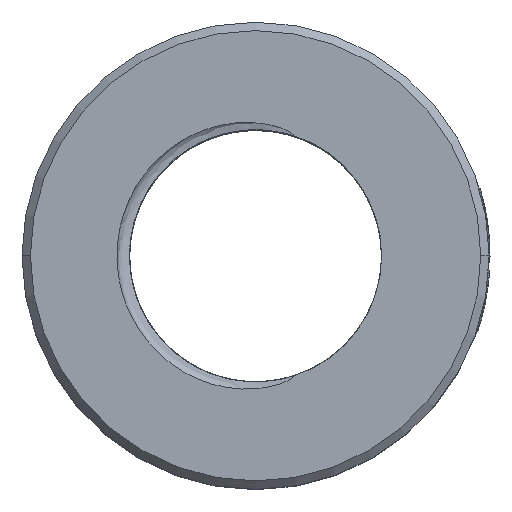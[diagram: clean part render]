
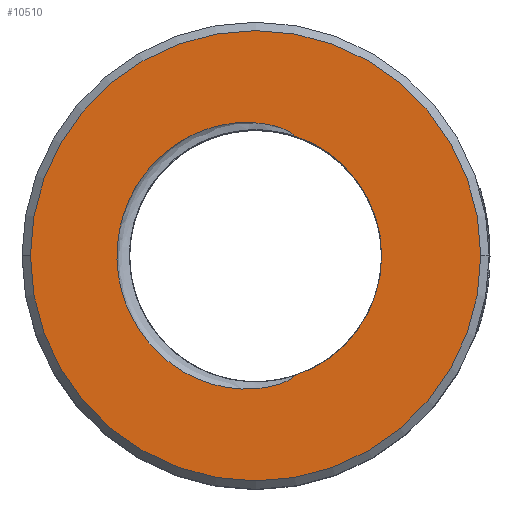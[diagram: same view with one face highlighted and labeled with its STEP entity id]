
A CAD part, top view. The second image highlights one B-rep face of the part: STEP entity #10510.
In plain terms, the highlighted planar face has unit normal (0, 0, 1).
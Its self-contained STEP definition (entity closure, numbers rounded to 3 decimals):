
#100 = CARTESIAN_POINT ( 'NONE',  ( 0.322, 1.515, 3. ) ) ;
#451 = ORIENTED_EDGE ( 'NONE', *, *, #14258, .F. ) ;
#692 = AXIS2_PLACEMENT_3D ( 'NONE', #18051, #18348, #5971 ) ;
#1312 = CARTESIAN_POINT ( 'NONE',  ( -1.176, -1.145, 3. ) ) ;
#1592 = CARTESIAN_POINT ( 'NONE',  ( 0.231, 1.546, 3. ) ) ;
#1690 = CARTESIAN_POINT ( 'NONE',  ( 0.352, -1.503, 3. ) ) ;
#1713 = CARTESIAN_POINT ( 'NONE',  ( 0.454, 1.43, 3. ) ) ;
#2193 = AXIS2_PLACEMENT_3D ( 'NONE', #5138, #18011, #17440 ) ;
#2297 = VERTEX_POINT ( 'NONE', #18551 ) ;
#2514 = EDGE_CURVE ( 'NONE', #19541, #7405, #19616, .T. ) ;
#2645 = CARTESIAN_POINT ( 'NONE',  ( 0., 0., 3. ) ) ;
#2818 = CARTESIAN_POINT ( 'NONE',  ( 0.456, -1.438, 3. ) ) ;
#3011 = CARTESIAN_POINT ( 'NONE',  ( -1.342, -0.954, 3. ) ) ;
#3636 = DIRECTION ( 'NONE',  ( 1., 0., 0. ) ) ;
#3956 = DIRECTION ( 'NONE',  ( 0., 0., -1. ) ) ;
#4256 = EDGE_CURVE ( 'NONE', #7565, #8027, #5223, .T. ) ;
#4434 = CARTESIAN_POINT ( 'NONE',  ( -1.414, -0.848, 3. ) ) ;
#4501 = FACE_OUTER_BOUND ( 'NONE', #14810, .T. ) ;
#4630 = CARTESIAN_POINT ( 'NONE',  ( 0.323, -1.514, 3. ) ) ;
#4732 = CARTESIAN_POINT ( 'NONE',  ( -1.176, 1.145, 3. ) ) ;
#5138 = CARTESIAN_POINT ( 'NONE',  ( 0., 0., 3. ) ) ;
#5223 = CIRCLE ( 'NONE', #10389, 2.68 ) ;
#5580 = CARTESIAN_POINT ( 'NONE',  ( -2.68, 0., 3. ) ) ;
#5783 = DIRECTION ( 'NONE',  ( -1., 0., 0. ) ) ;
#5802 = CARTESIAN_POINT ( 'NONE',  ( 0.454, -1.43, 3. ) ) ;
#5853 = CARTESIAN_POINT ( 'NONE',  ( -0.019, -1.591, 3. ) ) ;
#5971 = DIRECTION ( 'NONE',  ( 1., 0., 0. ) ) ;
#6050 = CARTESIAN_POINT ( 'NONE',  ( -1.08, -1.232, 3. ) ) ;
#6096 = CARTESIAN_POINT ( 'NONE',  ( 0.454, -1.43, 3. ) ) ;
#6110 = PLANE ( 'NONE',  #17746 ) ;
#6145 = CARTESIAN_POINT ( 'NONE',  ( -0.149, -1.592, 3. ) ) ;
#6248 = CARTESIAN_POINT ( 'NONE',  ( -0.762, 1.439, 3. ) ) ;
#6306 = ORIENTED_EDGE ( 'NONE', *, *, #14689, .T. ) ;
#6380 = ORIENTED_EDGE ( 'NONE', *, *, #10210, .T. ) ;
#6962 = VERTEX_POINT ( 'NONE', #1713 ) ;
#6990 = EDGE_LOOP ( 'NONE', ( #451, #6306, #8611, #9518 ) ) ;
#7156 = CARTESIAN_POINT ( 'NONE',  ( 0.449, 1.445, 3. ) ) ;
#7405 = VERTEX_POINT ( 'NONE', #10432 ) ;
#7428 = EDGE_CURVE ( 'NONE', #2297, #7405, #11325, .T. ) ;
#7464 = CARTESIAN_POINT ( 'NONE',  ( -0.4, 1.563, 3. ) ) ;
#7565 = VERTEX_POINT ( 'NONE', #5580 ) ;
#7631 = CARTESIAN_POINT ( 'NONE',  ( 0., 0., 3. ) ) ;
#7663 = CARTESIAN_POINT ( 'NONE',  ( -0.526, -1.548, 3. ) ) ;
#8027 = VERTEX_POINT ( 'NONE', #18236 ) ;
#8611 = ORIENTED_EDGE ( 'NONE', *, *, #2514, .T. ) ;
#8974 = CARTESIAN_POINT ( 'NONE',  ( 0.41, -1.474, 3. ) ) ;
#9072 = CARTESIAN_POINT ( 'NONE',  ( -0.019, 1.591, 3. ) ) ;
#9168 = CARTESIAN_POINT ( 'NONE',  ( -1.635, -0.256, 3. ) ) ;
#9258 = CARTESIAN_POINT ( 'NONE',  ( -0.148, 1.592, 3. ) ) ;
#9518 = ORIENTED_EDGE ( 'NONE', *, *, #7428, .F. ) ;
#9563 = ORIENTED_EDGE ( 'NONE', *, *, #4256, .T. ) ;
#10210 = EDGE_CURVE ( 'NONE', #8027, #7565, #19706, .T. ) ;
#10389 = AXIS2_PLACEMENT_3D ( 'NONE', #17450, #18868, #3636 ) ;
#10432 = CARTESIAN_POINT ( 'NONE',  ( 0.454, -1.43, 3. ) ) ;
#10510 = ADVANCED_FACE ( 'NONE', ( #4501, #12210 ), #6110, .T. ) ;
#10670 = CARTESIAN_POINT ( 'NONE',  ( 0.396, 1.481, 3. ) ) ;
#10857 = CARTESIAN_POINT ( 'NONE',  ( 0.232, -1.546, 3. ) ) ;
#11325 =( BOUNDED_CURVE ( )  B_SPLINE_CURVE ( 3, ( #6096, #18392, #5802, #16683 ),
 .UNSPECIFIED., .F., .F. ) 
 B_SPLINE_CURVE_WITH_KNOTS ( ( 4, 4 ),
 ( 0.006, 0.006 ),
 .UNSPECIFIED. ) 
 CURVE ( )  GEOMETRIC_REPRESENTATION_ITEM ( )  RATIONAL_B_SPLINE_CURVE ( ( 0.955, 0.955, 0.955, 0.954 ) ) 
 REPRESENTATION_ITEM ( '' )  );
#11653 = CARTESIAN_POINT ( 'NONE',  ( 0.454, 1.43, 3. ) ) ;
#11851 = CARTESIAN_POINT ( 'NONE',  ( 0.456, 1.438, 3. ) ) ;
#11954 = CARTESIAN_POINT ( 'NONE',  ( 0.437, -1.456, 3. ) ) ;
#12052 = CARTESIAN_POINT ( 'NONE',  ( 0.17, 1.56, 3. ) ) ;
#12210 = FACE_BOUND ( 'NONE', #6990, .T. ) ;
#12240 = CARTESIAN_POINT ( 'NONE',  ( -1.65, -0.128, 3. ) ) ;
#12339 = CARTESIAN_POINT ( 'NONE',  ( 0.43, -1.461, 3. ) ) ;
#13361 = CIRCLE ( 'NONE', #15609, 1.5 ) ;
#13466 = CARTESIAN_POINT ( 'NONE',  ( 0.395, -1.482, 3. ) ) ;
#13572 = CARTESIAN_POINT ( 'NONE',  ( -1.575, -0.503, 3. ) ) ;
#13670 = CARTESIAN_POINT ( 'NONE',  ( 0.353, 1.503, 3. ) ) ;
#13740 = DIRECTION ( 'NONE',  ( 0., 0., 1. ) ) ;
#14258 = EDGE_CURVE ( 'NONE', #6962, #2297, #19561, .T. ) ;
#14689 = EDGE_CURVE ( 'NONE', #6962, #19541, #13361, .T. ) ;
#14810 = EDGE_LOOP ( 'NONE', ( #9563, #6380 ) ) ;
#15084 = CARTESIAN_POINT ( 'NONE',  ( -0.525, 1.532, 3. ) ) ;
#15190 = CARTESIAN_POINT ( 'NONE',  ( -0.874, 1.378, 3. ) ) ;
#15376 = CARTESIAN_POINT ( 'NONE',  ( -1.415, 0.847, 3. ) ) ;
#15480 = CARTESIAN_POINT ( 'NONE',  ( -1.65, 0.251, 3. ) ) ;
#15609 = AXIS2_PLACEMENT_3D ( 'NONE', #2645, #3956, #5783 ) ;
#16632 = CARTESIAN_POINT ( 'NONE',  ( -1.082, 1.23, 3. ) ) ;
#16683 = CARTESIAN_POINT ( 'NONE',  ( 0.454, -1.43, 3. ) ) ;
#16728 = CARTESIAN_POINT ( 'NONE',  ( -0.77, -1.452, 3. ) ) ;
#16924 = CARTESIAN_POINT ( 'NONE',  ( -1.588, 0.509, 3. ) ) ;
#17440 = DIRECTION ( 'NONE',  ( -1., 0., 0. ) ) ;
#17450 = CARTESIAN_POINT ( 'NONE',  ( 0., 0., 3. ) ) ;
#17746 = AXIS2_PLACEMENT_3D ( 'NONE', #7631, #13740, #19945 ) ;
#17838 = CARTESIAN_POINT ( 'NONE',  ( 0.43, 1.46, 3. ) ) ;
#18011 = DIRECTION ( 'NONE',  ( 0., 0., -1. ) ) ;
#18036 = CARTESIAN_POINT ( 'NONE',  ( 0.437, 1.456, 3. ) ) ;
#18051 = CARTESIAN_POINT ( 'NONE',  ( 0., 0., 3. ) ) ;
#18145 = CARTESIAN_POINT ( 'NONE',  ( 0.41, 1.474, 3. ) ) ;
#18233 = CARTESIAN_POINT ( 'NONE',  ( -1.531, -0.622, 3. ) ) ;
#18236 = CARTESIAN_POINT ( 'NONE',  ( 2.68, 0., 3. ) ) ;
#18348 = DIRECTION ( 'NONE',  ( 0., 0., 1. ) ) ;
#18392 = CARTESIAN_POINT ( 'NONE',  ( 0.454, -1.43, 3. ) ) ;
#18532 = CARTESIAN_POINT ( 'NONE',  ( 0.448, -1.445, 3. ) ) ;
#18551 = CARTESIAN_POINT ( 'NONE',  ( 0.454, -1.43, 3. ) ) ;
#18868 = DIRECTION ( 'NONE',  ( 0., 0., 1. ) ) ;
#19541 = VERTEX_POINT ( 'NONE', #19929 ) ;
#19561 = B_SPLINE_CURVE_WITH_KNOTS ( 'NONE', 3,
 ( #11653, #11851, #7156, #18036, #17838, #18145, #10670, #13670, #100, #1592, #12052, #9072, #9258, #7464, #15084, #6248, #15190, #16632, #4732, #19972, #15376, #16924, #15480, #12240, #9168, #13572, #18233, #4434, #3011, #1312, #6050, #16728, #7663, #6145, #5853, #19676, #10857, #4630, #1690, #13466, #8974, #12339, #11954, #18532, #2818, #19887 ),
 .UNSPECIFIED., .F., .F.,
 ( 4, 2, 2, 2, 2, 2, 2, 2, 2, 2, 2, 2, 2, 2, 2, 2, 2, 2, 2, 2, 2, 2, 4 ),
 ( 0.012, 0.012, 0.012, 0.012, 0.012, 0.012, 0.012, 0.013, 0.013, 0.014, 0.014, 0.015, 0.015, 0.015, 0.016, 0.016, 0.017, 0.017, 0.018, 0.018, 0.018, 0.018, 0.018 ),
 .UNSPECIFIED. ) ;
#19616 = CIRCLE ( 'NONE', #2193, 1.5 ) ;
#19676 = CARTESIAN_POINT ( 'NONE',  ( 0.169, -1.56, 3. ) ) ;
#19706 = CIRCLE ( 'NONE', #692, 2.68 ) ;
#19887 = CARTESIAN_POINT ( 'NONE',  ( 0.454, -1.43, 3. ) ) ;
#19929 = CARTESIAN_POINT ( 'NONE',  ( 1.5, 0., 3. ) ) ;
#19945 = DIRECTION ( 'NONE',  ( 1., 0., 0. ) ) ;
#19972 = CARTESIAN_POINT ( 'NONE',  ( -1.343, 0.953, 3. ) ) ;
